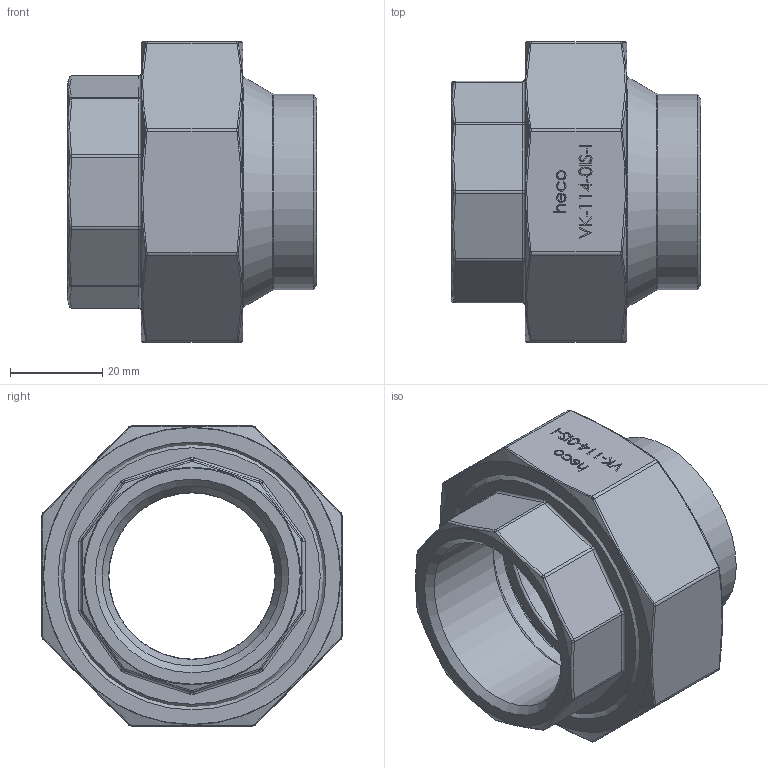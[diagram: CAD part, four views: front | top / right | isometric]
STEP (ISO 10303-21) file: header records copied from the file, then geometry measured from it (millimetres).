
FILE_DESCRIPTION (( 'STEP AP214' ), '1' );
FILE_NAME ('VK-114-0IS-I Verschraubung konisch 2202.STEP', '2022-02-04T12:22:09', ( '' ), ( '' ), 'SwSTEP 2.0', 'SolidWorks 2019', '' );
FILE_SCHEMA (( 'AUTOMOTIVE_DESIGN' ));
Length unit declared in the file: millimetre
Products named in the file (1): VK-114-0IS-I Verschraubung konisch 2202
Bounding box: 54 x 65 x 65 mm (x, y, z)
Volume: 65519.4 mm3; surface area: 30917.4 mm2
Topology: 3 solids, 3 shells, 323 faces, 778 edges, 488 vertices
Faces by surface type: plane 129, bspline 111, cylinder 38, torus 32, cone 13
Full cylindrical faces by diameter (mm): 36 x1, 38.95 x1, 42.4 x1, 42.5 x2, 51.5 x1, 52 x1, 55.5 x1, 55.84 x1, 58 x1
Entity records: 16642 total; most frequent: CARTESIAN_POINT 6498, ORIENTED_EDGE 1438, DIRECTION 1071, EDGE_CURVE 719, VERTEX_POINT 474, EDGE_LOOP 401, AXIS2_PLACEMENT_3D 361, FACE_OUTER_BOUND 355
